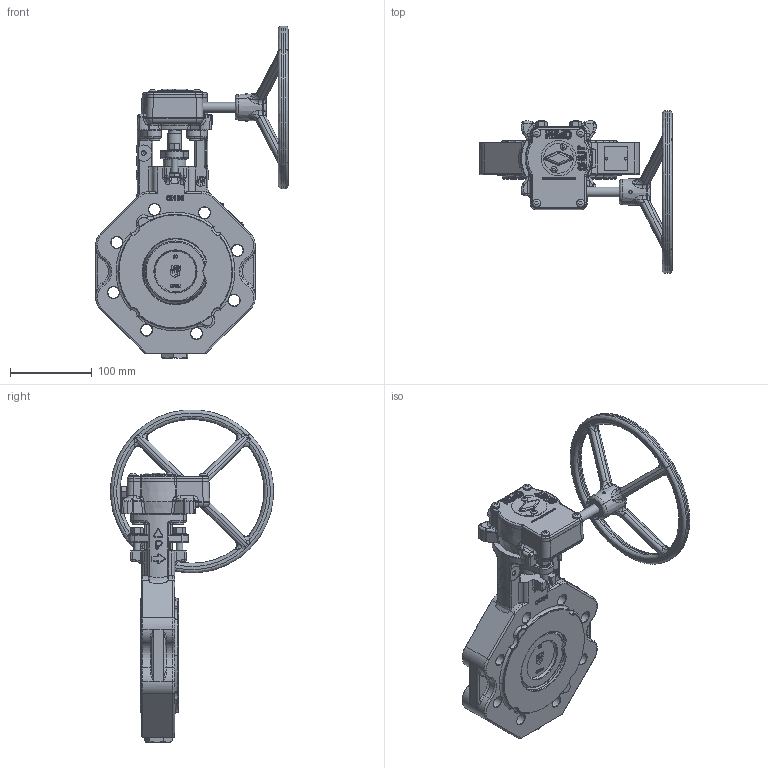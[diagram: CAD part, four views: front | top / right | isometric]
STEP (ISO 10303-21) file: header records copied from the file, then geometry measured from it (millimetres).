
FILE_DESCRIPTION(('HOOPS Exchange Step'),'2;1');
FILE_NAME('AK12_DN80_PN10-40_Getriebe.stp','2024-11-22T10:27:49+01:00',('nieru'),('Unknown organisation'),'HOOPS Exchange 2024.2','HOOPS Exchange','Unknown authorisation');
FILE_SCHEMA( ('AP203_CONFIGURATION_CONTROLLED_3D_DESIGN_OF_MECHANICAL_PARTS_AND_ASSEMBLIES_MIM_LF') );
Length unit declared in the file: millimetre
Products named in the file (4): 0; root
Assembly tree (3 placements, depth 3):
  root
    0
    0
      0
Bounding box: 235.96 x 199.24 x 406.62 mm (x, y, z)
Volume: 1757607.2 mm3; surface area: 278023.1 mm2
Topology: 38 solids, 38 shells, 3318 faces, 8067 edges, 4763 vertices
Faces by surface type: bspline 1448, cylinder 738, plane 649, cone 241, torus 137, sphere 104, extrusion 1
Full cylindrical faces by diameter (mm): 3.25 x1, 4 x1, 5 x1, 6.647 x4, 6.8 x2, 7.6 x2, 8 x10, 8.376 x4, 9 x8, 10 x4, 12 x2, 13 x6, 13.5 x1, 13.533 x1, 14 x8, 14.8 x4, 16 x3, 16.82 x1, 17.5 x1, 18.5 x4, 20 x2, 21 x1, 27.5 x1, 38 x2, 43 x1, 52.2 x1, 81.75 x1, 84.164 x1, 84.75 x1
Entity records: 302383 total; most frequent: CARTESIAN_POINT 236867, ORIENTED_EDGE 15826, DIRECTION 9674, EDGE_CURVE 7913, VERTEX_POINT 4763, AXIS2_PLACEMENT_3D 4004, B_SPLINE_CURVE_WITH_KNOTS 3921, EDGE_LOOP 3466
